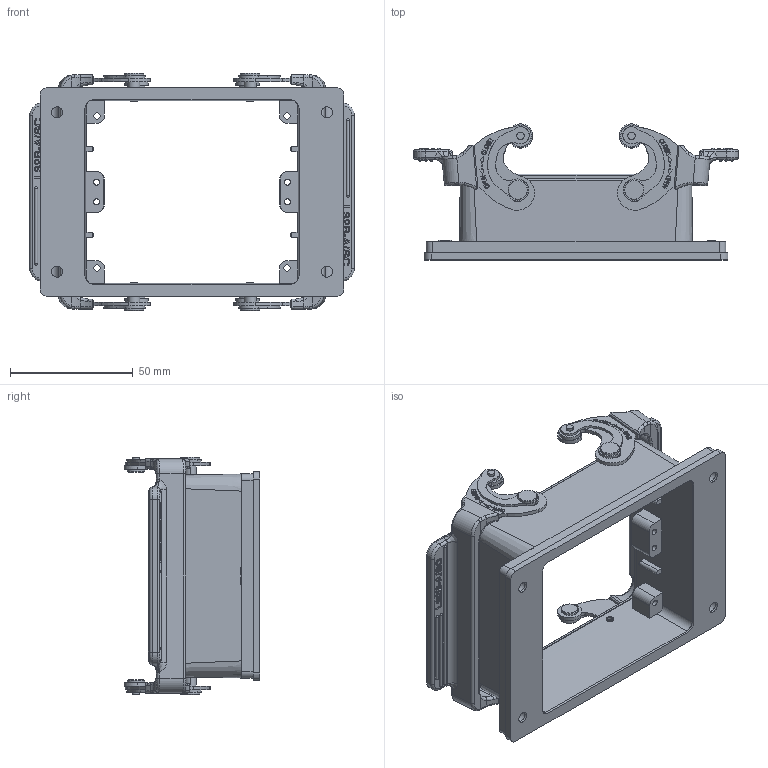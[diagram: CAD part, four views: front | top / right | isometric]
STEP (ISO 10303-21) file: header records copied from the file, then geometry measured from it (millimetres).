
FILE_DESCRIPTION(/* description */ (''),/* implementation_level */ '2;1');
FILE_NAME(/* name */ '3D_1110323411001_H32B-BK-2L_SC_V1.1.stp',/* time_stamp */ '2024-02-01T15:36:30+08:00',/* author */ (''),/* organization */ (''),/* preprocessor_version */ 'ST-DEVELOPER v18.1',/* originating_system */ 'SIEMENS PLM Software NX 1980',/* authorisation */ '');
FILE_SCHEMA (('AUTOMOTIVE_DESIGN { 1 0 10303 214 3 1 1 1 }'));
Products named in the file (1): 3D_1110323411001_H32B-BK-2L_SC_V1.0_stp
Bounding box: 132.45 x 55.45 x 97 mm (x, y, z)
Volume: 94312.1 mm3; surface area: 53421.5 mm2
Topology: 1 solids, 1 shells, 1624 faces, 4283 edges, 2785 vertices
Faces by surface type: plane 753, cylinder 596, torus 78, extrusion 64, bspline 53, cone 52, sphere 28
Entity records: 69628 total; most frequent: CARTESIAN_POINT 26615, ORIENTED_EDGE 8500, DIRECTION 6935, EDGE_CURVE 4250, VERTEX_POINT 2786, AXIS2_PLACEMENT_3D 2464, VECTOR 2007, LINE 1943
